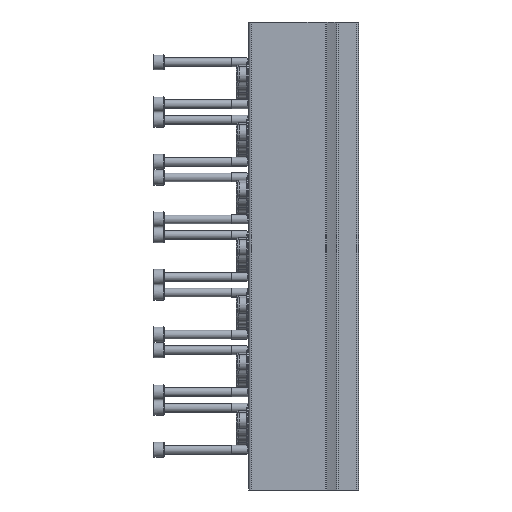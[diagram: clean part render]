
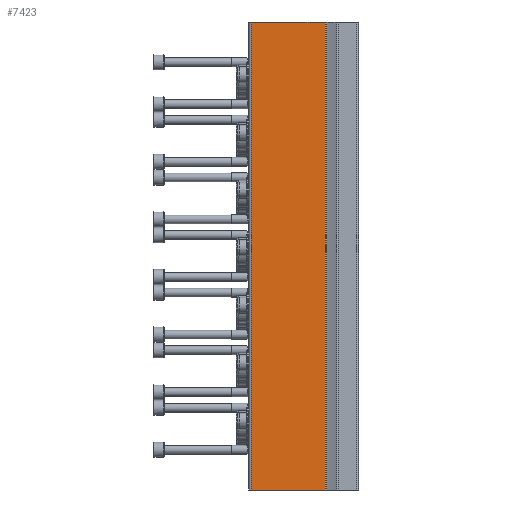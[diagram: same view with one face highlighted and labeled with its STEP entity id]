
A CAD part, left-side view. The second image highlights one B-rep face of the part: STEP entity #7423.
In plain terms, the highlighted planar face has unit normal (-1, 0, 0).
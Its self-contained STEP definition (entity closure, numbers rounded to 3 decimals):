
#313=PLANE('',#7984);
#1089=ORIENTED_EDGE('',*,*,#3033,.F.);
#1090=ORIENTED_EDGE('',*,*,#3032,.F.);
#1091=ORIENTED_EDGE('',*,*,#3034,.T.);
#1092=ORIENTED_EDGE('',*,*,#3035,.T.);
#3032=EDGE_CURVE('',#4004,#4002,#4697,.T.);
#3033=EDGE_CURVE('',#4002,#4005,#4698,.T.);
#3034=EDGE_CURVE('',#4004,#4006,#4699,.T.);
#3035=EDGE_CURVE('',#4006,#4005,#4700,.T.);
#4002=VERTEX_POINT('',#11868);
#4004=VERTEX_POINT('',#11872);
#4005=VERTEX_POINT('',#11876);
#4006=VERTEX_POINT('',#11878);
#4697=LINE('',#11873,#5203);
#4698=LINE('',#11875,#5204);
#4699=LINE('',#11877,#5205);
#4700=LINE('',#11879,#5206);
#5203=VECTOR('',#8954,1000.);
#5204=VECTOR('',#8957,1000.);
#5205=VECTOR('',#8958,1000.);
#5206=VECTOR('',#8959,1000.);
#5726=EDGE_LOOP('',(#1089,#1090,#1091,#1092));
#6512=FACE_BOUND('',#5726,.T.);
#7423=ADVANCED_FACE('',(#6512),#313,.T.);
#7984=AXIS2_PLACEMENT_3D('',#11874,#8955,#8956);
#8954=DIRECTION('',(0.,0.,1.));
#8955=DIRECTION('',(-1.,0.,0.));
#8956=DIRECTION('',(0.,0.,1.));
#8957=DIRECTION('',(0.,-1.,0.));
#8958=DIRECTION('',(0.,-1.,0.));
#8959=DIRECTION('',(0.,0.,1.));
#11868=CARTESIAN_POINT('',(-72.,59.5,0.));
#11872=CARTESIAN_POINT('',(-72.,59.5,-260.));
#11873=CARTESIAN_POINT('',(-72.,59.5,-260.));
#11874=CARTESIAN_POINT('',(-72.,59.5,-260.));
#11875=CARTESIAN_POINT('',(-72.,59.5,0.));
#11876=CARTESIAN_POINT('',(-72.,18.514,0.));
#11877=CARTESIAN_POINT('',(-72.,59.5,-260.));
#11878=CARTESIAN_POINT('',(-72.,18.514,-260.));
#11879=CARTESIAN_POINT('',(-72.,18.514,-260.));
